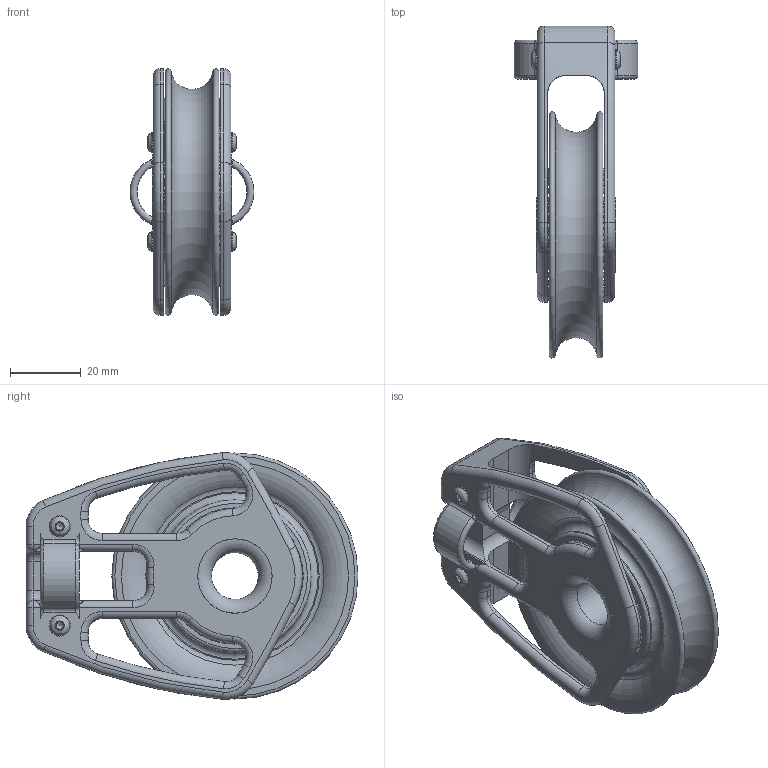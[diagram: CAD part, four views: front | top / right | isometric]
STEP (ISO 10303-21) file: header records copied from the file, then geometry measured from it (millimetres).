
FILE_DESCRIPTION(/* description */ (''),/* implementation_level */ '2;1');
FILE_NAME(/* name */ 'LL1070.stp',/* time_stamp */ '2020-02-14T17:21:14+01:00',/* author */ ('francesca'),/* organization */ (''),/* preprocessor_version */ 'ST-DEVELOPER v16.5',/* originating_system */ 'Autodesk Inventor 2017',/* authorisation */ '');
FILE_SCHEMA (('CONFIG_CONTROL_DESIGN'));
Length unit declared in the file: millimetre
Products named in the file (1): 17020302
Bounding box: 34.92 x 93.75 x 69.7 mm (x, y, z)
Volume: 62553.1 mm3; surface area: 33257.6 mm2
Topology: 62 solids, 62 shells, 598 faces, 1823 edges, 1152 vertices
Faces by surface type: plane 240, cylinder 131, torus 123, sphere 78, cone 22, bspline 4
Full cylindrical faces by diameter (mm): 3 x4, 3.1 x4, 13.2 x1, 16 x2, 19.75 x1, 20 x1, 21 x2, 32.6 x2, 43 x2
Entity records: 19003 total; most frequent: CARTESIAN_POINT 4059, DIRECTION 3352, ORIENTED_EDGE 3036, EDGE_CURVE 1512, AXIS2_PLACEMENT_3D 1371, VERTEX_POINT 982, EDGE_LOOP 700, CIRCLE 628
